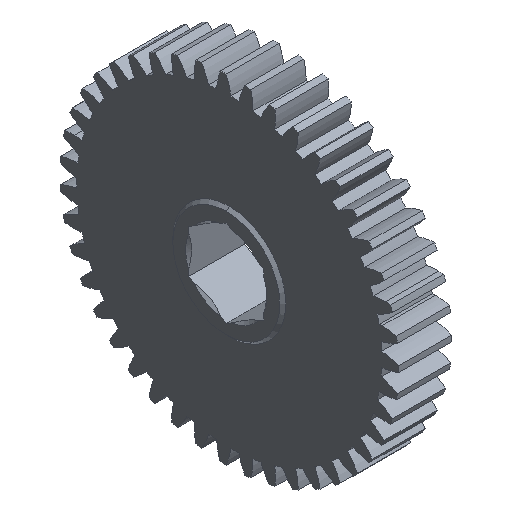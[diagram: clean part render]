
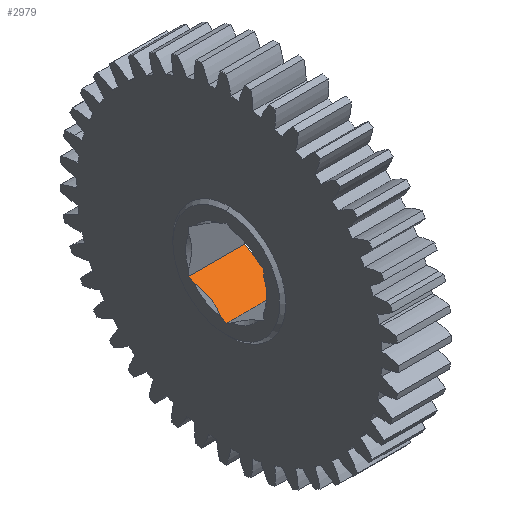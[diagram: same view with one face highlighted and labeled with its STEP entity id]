
A CAD part, isometric view. The second image highlights one B-rep face of the part: STEP entity #2979.
In plain terms, the highlighted planar face has unit normal (0, -0.5, 0.866).
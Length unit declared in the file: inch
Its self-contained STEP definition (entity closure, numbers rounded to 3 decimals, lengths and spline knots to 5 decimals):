
#282 = AXIS2_PLACEMENT_3D ( 'NONE', #3537, #3532, #3530 ) ;
#357 = CARTESIAN_POINT ( 'NONE',  ( -0.02, 0.25, -0.14434 ) ) ;
#379 = CARTESIAN_POINT ( 'NONE',  ( -0.02, 0.21332, -0.16552 ) ) ;
#383 = CARTESIAN_POINT ( 'NONE',  ( -0.02, 0.03668, -0.2675 ) ) ;
#780 = CARTESIAN_POINT ( 'NONE',  ( 0.353, 0.25, -0.14434 ) ) ;
#1782 = ORIENTED_EDGE ( 'NONE', *, *, #2287, .F. ) ;
#1783 = ORIENTED_EDGE ( 'NONE', *, *, #2275, .F. ) ;
#1784 = ORIENTED_EDGE ( 'NONE', *, *, #2301, .F. ) ;
#1785 = ORIENTED_EDGE ( 'NONE', *, *, #5742, .T. ) ;
#1786 = ORIENTED_EDGE ( 'NONE', *, *, #2297, .T. ) ;
#1787 = ORIENTED_EDGE ( 'NONE', *, *, #2261, .F. ) ;
#2152 = CARTESIAN_POINT ( 'NONE',  ( -0.02, 0.25, -0.14434 ) ) ;
#2180 = DIRECTION ( 'NONE',  ( 0., 0.866, 0.5 ) ) ;
#2185 = DIRECTION ( 'NONE',  ( 0., 0.866, 0.5 ) ) ;
#2197 = DIRECTION ( 'NONE',  ( 1., 0., 0. ) ) ;
#2231 = CARTESIAN_POINT ( 'NONE',  ( -0.01379, 0.05092, -0.25928 ) ) ;
#2261 = EDGE_CURVE ( 'NONE', #6182, #6364, #3125, .T. ) ;
#2275 = EDGE_CURVE ( 'NONE', #6366, #6339, #3114, .T. ) ;
#2287 = EDGE_CURVE ( 'NONE', #6364, #6366, #2606, .T. ) ;
#2297 = EDGE_CURVE ( 'NONE', #6182, #6236, #3100, .T. ) ;
#2301 = EDGE_CURVE ( 'NONE', #6339, #6161, #2818, .T. ) ;
#2332 = CARTESIAN_POINT ( 'NONE',  ( -0.00878, 0.06536, -0.25094 ) ) ;
#2372 = CARTESIAN_POINT ( 'NONE',  ( 0.00001, 0.10982, -0.22527 ) ) ;
#2397 = CARTESIAN_POINT ( 'NONE',  ( -0.02, 0.03668, -0.2675 ) ) ;
#2408 = CARTESIAN_POINT ( 'NONE',  ( -0.00187, 0.09479, -0.23395 ) ) ;
#2498 = CARTESIAN_POINT ( 'NONE',  ( -0.02, 0., -0.28868 ) ) ;
#2504 = CARTESIAN_POINT ( 'NONE',  ( -0.00001, 0.1556, -0.19884 ) ) ;
#2528 = CARTESIAN_POINT ( 'NONE',  ( -0.02, 0., -0.28868 ) ) ;
#2546 = DIRECTION ( 'NONE',  ( 1., 0., 0. ) ) ;
#2563 = CARTESIAN_POINT ( 'NONE',  ( -0.02, 0.21332, -0.16552 ) ) ;
#2581 = CARTESIAN_POINT ( 'NONE',  ( -0.02, 0., -0.28868 ) ) ;
#2603 = CARTESIAN_POINT ( 'NONE',  ( -0.00759, 0.18486, -0.18195 ) ) ;
#2606 = B_SPLINE_CURVE_WITH_KNOTS ( 'NONE', 3,
 ( #2397, #2231, #2332, #2408, #2372, #2504, #2603, #2563 ),
 .UNSPECIFIED., .F., .F.,
 ( 4, 2, 2, 4 ),
 ( 0., 0.00132, 0.00264, 0.00528 ),
 .UNSPECIFIED. ) ;
#2707 = FACE_OUTER_BOUND ( 'NONE', #4012, .T. ) ;
#2788 = VECTOR ( 'NONE', #2197, 39.37008 ) ;
#2801 = VECTOR ( 'NONE', #2546, 39.37008 ) ;
#2818 = LINE ( 'NONE', #2152, #2801 ) ;
#2979 = ADVANCED_FACE ( 'NONE', ( #2707 ), #3536, .F. ) ;
#3100 = LINE ( 'NONE', #2528, #2788 ) ;
#3105 = VECTOR ( 'NONE', #2180, 39.37008 ) ;
#3114 = LINE ( 'NONE', #2498, #3105 ) ;
#3120 = VECTOR ( 'NONE', #2185, 39.37008 ) ;
#3125 = LINE ( 'NONE', #2581, #3120 ) ;
#3253 = VECTOR ( 'NONE', #5397, 39.37008 ) ;
#3296 = LINE ( 'NONE', #5412, #3253 ) ;
#3530 = DIRECTION ( 'NONE',  ( 0., 0.866, 0.5 ) ) ;
#3532 = DIRECTION ( 'NONE',  ( 0., 0.5, -0.866 ) ) ;
#3536 = PLANE ( 'NONE',  #282 ) ;
#3537 = CARTESIAN_POINT ( 'NONE',  ( -0.02, 0., -0.28868 ) ) ;
#4012 = EDGE_LOOP ( 'NONE', ( #1787, #1786, #1785, #1784, #1783, #1782 ) ) ;
#4652 = CARTESIAN_POINT ( 'NONE',  ( -0.02, 0., -0.28868 ) ) ;
#5092 = CARTESIAN_POINT ( 'NONE',  ( 0.353, 0., -0.28868 ) ) ;
#5397 = DIRECTION ( 'NONE',  ( 0., 0.866, 0.5 ) ) ;
#5412 = CARTESIAN_POINT ( 'NONE',  ( 0.353, 0., -0.28868 ) ) ;
#5742 = EDGE_CURVE ( 'NONE', #6236, #6161, #3296, .T. ) ;
#6161 = VERTEX_POINT ( 'NONE', #780 ) ;
#6182 = VERTEX_POINT ( 'NONE', #4652 ) ;
#6236 = VERTEX_POINT ( 'NONE', #5092 ) ;
#6339 = VERTEX_POINT ( 'NONE', #357 ) ;
#6364 = VERTEX_POINT ( 'NONE', #383 ) ;
#6366 = VERTEX_POINT ( 'NONE', #379 ) ;
